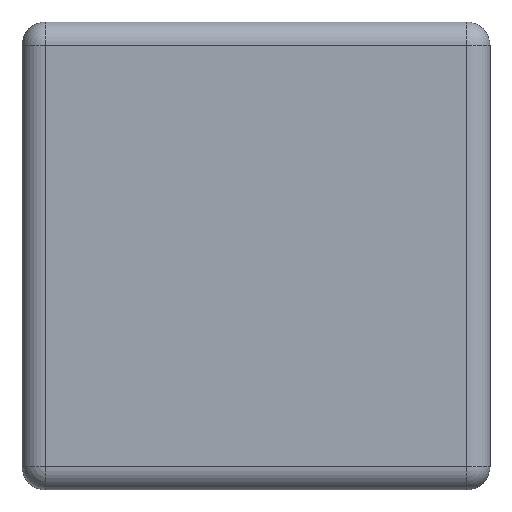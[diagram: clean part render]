
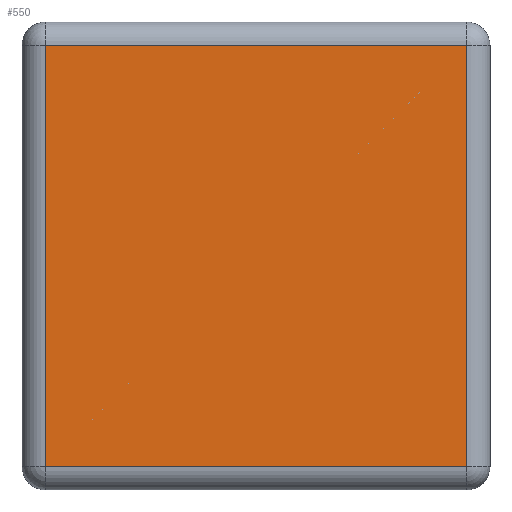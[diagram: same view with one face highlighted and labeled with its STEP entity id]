
A CAD part, front view. The second image highlights one B-rep face of the part: STEP entity #550.
In plain terms, the highlighted planar face has unit normal (0, -1, 0).
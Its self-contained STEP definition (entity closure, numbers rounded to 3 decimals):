
#39 = PLANE ( 'NONE',  #911 ) ;
#40 = EDGE_CURVE ( 'NONE', #503, #237, #447, .T. ) ;
#46 = DIRECTION ( 'NONE',  ( 0., 0., 1. ) ) ;
#57 = EDGE_CURVE ( 'NONE', #237, #253, #776, .T. ) ;
#84 = VECTOR ( 'NONE', #232, 1000. ) ;
#180 = LINE ( 'NONE', #834, #536 ) ;
#199 = CARTESIAN_POINT ( 'NONE',  ( 9., 0., -9. ) ) ;
#220 = DIRECTION ( 'NONE',  ( 1., 0., 0. ) ) ;
#232 = DIRECTION ( 'NONE',  ( -1., 0., 0. ) ) ;
#237 = VERTEX_POINT ( 'NONE', #663 ) ;
#253 = VERTEX_POINT ( 'NONE', #763 ) ;
#282 = DIRECTION ( 'NONE',  ( 0., 0., 1. ) ) ;
#299 = DIRECTION ( 'NONE',  ( 0., 0., -1. ) ) ;
#320 = VERTEX_POINT ( 'NONE', #947 ) ;
#377 = CARTESIAN_POINT ( 'NONE',  ( -9., 0., 0. ) ) ;
#382 = VECTOR ( 'NONE', #282, 1000. ) ;
#447 = LINE ( 'NONE', #490, #382 ) ;
#490 = CARTESIAN_POINT ( 'NONE',  ( 9., 0., 10. ) ) ;
#503 = VERTEX_POINT ( 'NONE', #199 ) ;
#536 = VECTOR ( 'NONE', #220, 1000. ) ;
#544 = ORIENTED_EDGE ( 'NONE', *, *, #822, .T. ) ;
#550 = ADVANCED_FACE ( 'NONE', ( #805 ), #39, .F. ) ;
#623 = ORIENTED_EDGE ( 'NONE', *, *, #40, .T. ) ;
#644 = ORIENTED_EDGE ( 'NONE', *, *, #57, .T. ) ;
#663 = CARTESIAN_POINT ( 'NONE',  ( 9., 0., 9. ) ) ;
#755 = DIRECTION ( 'NONE',  ( 0., 1., 0. ) ) ;
#763 = CARTESIAN_POINT ( 'NONE',  ( -9., 0., 9. ) ) ;
#772 = ORIENTED_EDGE ( 'NONE', *, *, #905, .T. ) ;
#773 = VECTOR ( 'NONE', #299, 1000. ) ;
#776 = LINE ( 'NONE', #953, #84 ) ;
#805 = FACE_OUTER_BOUND ( 'NONE', #871, .T. ) ;
#822 = EDGE_CURVE ( 'NONE', #320, #503, #180, .T. ) ;
#834 = CARTESIAN_POINT ( 'NONE',  ( 10., 0., -9. ) ) ;
#862 = LINE ( 'NONE', #377, #773 ) ;
#871 = EDGE_LOOP ( 'NONE', ( #544, #623, #644, #772 ) ) ;
#905 = EDGE_CURVE ( 'NONE', #253, #320, #862, .T. ) ;
#911 = AXIS2_PLACEMENT_3D ( 'NONE', #950, #755, #46 ) ;
#947 = CARTESIAN_POINT ( 'NONE',  ( -9., 0., -9. ) ) ;
#950 = CARTESIAN_POINT ( 'NONE',  ( 0., 0., 0. ) ) ;
#953 = CARTESIAN_POINT ( 'NONE',  ( 0., 0., 9. ) ) ;
